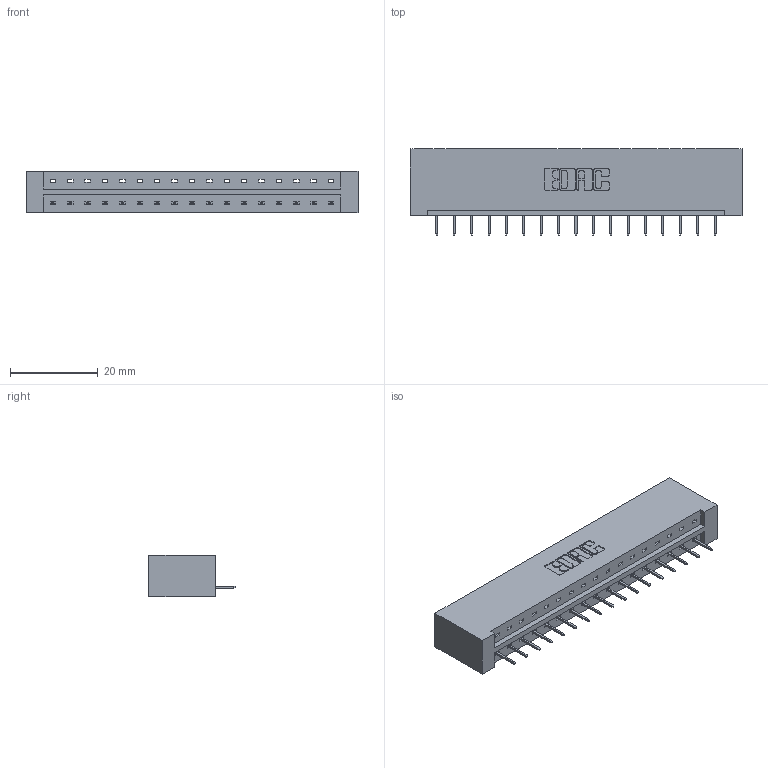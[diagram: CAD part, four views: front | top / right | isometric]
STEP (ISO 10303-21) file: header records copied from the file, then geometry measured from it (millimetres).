
FILE_DESCRIPTION (( 'STEP AP203' ), '1' );
FILE_NAME ('833-017-524-101.STEP', '2020-05-31T19:53:08', ( '' ), ( '' ), 'SwSTEP 2.0', 'SolidWorks 2020', '' );
FILE_SCHEMA (( 'CONFIG_CONTROL_DESIGN' ));
Length unit declared in the file: inch
Products named in the file (3): 833 Part_Lugless; 345-292-001_345-293-124; 833-017-524-101
Assembly tree (18 placements, depth 2):
  833-017-524-101
    833 Part_Lugless
    345-292-001_345-293-124  x17
Bounding box: 75.62 x 19.69 x 9.4 mm (x, y, z)
Volume: 7939.7 mm3; surface area: 8152.7 mm2
Topology: 18 solids, 18 shells, 1160 faces, 3347 edges, 2162 vertices
Faces by surface type: plane 882, cylinder 278
Entity records: 13423 total; most frequent: CARTESIAN_POINT 2325, ORIENTED_EDGE 2278, DIRECTION 2005, EDGE_CURVE 1139, VECTOR 1023, LINE 1023, VERTEX_POINT 754, AXIS2_PLACEMENT_3D 491
